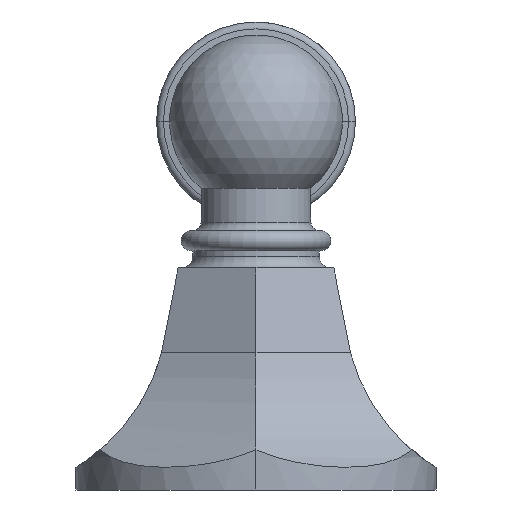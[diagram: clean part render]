
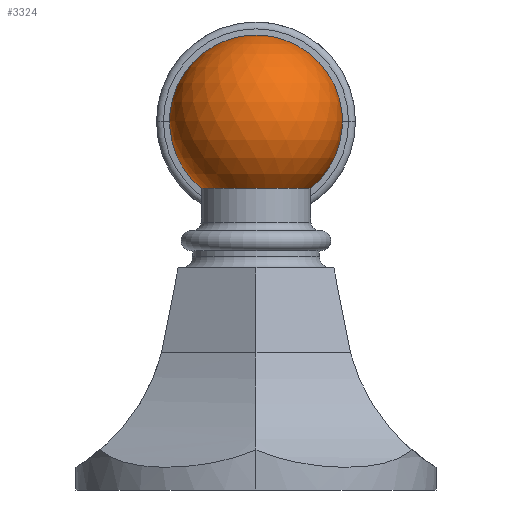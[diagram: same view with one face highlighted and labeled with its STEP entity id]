
A CAD part, left-side view. The second image highlights one B-rep face of the part: STEP entity #3324.
In plain terms, the highlighted spherical face has radius 14.986 mm.
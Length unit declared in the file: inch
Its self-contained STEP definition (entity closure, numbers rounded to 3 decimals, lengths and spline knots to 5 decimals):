
#2207=CARTESIAN_POINT('',(-3.5,0.,2.516));
#2208=DIRECTION('',(1.,0.,0.));
#2209=DIRECTION('',(0.,0.636,-0.772));
#2210=AXIS2_PLACEMENT_3D('',#2207,#2208,#2209);
#2215=CARTESIAN_POINT('',(-3.5,0.,2.516));
#2216=DIRECTION('',(-1.,0.,0.));
#2217=DIRECTION('',(0.,-0.636,-0.772));
#2218=AXIS2_PLACEMENT_3D('',#2215,#2216,#2217);
#2223=CARTESIAN_POINT('',(-3.5,0.,2.06051));
#2224=DIRECTION('',(0.,0.,1.));
#2225=DIRECTION('',(0.,1.,0.));
#2226=AXIS2_PLACEMENT_3D('',#2223,#2224,#2225);
#2909=CARTESIAN_POINT('',(-3.5,0.375,2.06051));
#2910=CARTESIAN_POINT('',(-3.5,0.,3.106));
#2911=VERTEX_POINT('',#2909);
#2912=VERTEX_POINT('',#2910);
#2913=CARTESIAN_POINT('',(-3.5,-0.375,2.06051));
#2914=VERTEX_POINT('',#2913);
#3313=CARTESIAN_POINT('',(-3.5,0.,2.516));
#3314=DIRECTION('',(0.,0.,-1.));
#3315=DIRECTION('',(0.,-1.,0.));
#3316=AXIS2_PLACEMENT_3D('',#3313,#3314,#3315);
#3317=SPHERICAL_SURFACE('',#3316,0.59);
#3318=ORIENTED_EDGE('',*,*,#3292,.T.);
#3319=ORIENTED_EDGE('',*,*,#3296,.F.);
#3321=ORIENTED_EDGE('',*,*,#3320,.F.);
#3322=EDGE_LOOP('',(#3318,#3319,#3321));
#3323=FACE_OUTER_BOUND('',#3322,.F.);
#2211=CIRCLE('',#2210,0.59);
#2219=CIRCLE('',#2218,0.59);
#2227=CIRCLE('',#2226,0.375);
#3292=EDGE_CURVE('',#2911,#2912,#2211,.T.);
#3296=EDGE_CURVE('',#2914,#2912,#2219,.T.);
#3320=EDGE_CURVE('',#2911,#2914,#2227,.T.);
#3324=ADVANCED_FACE('',(#3323),#3317,.T.);
